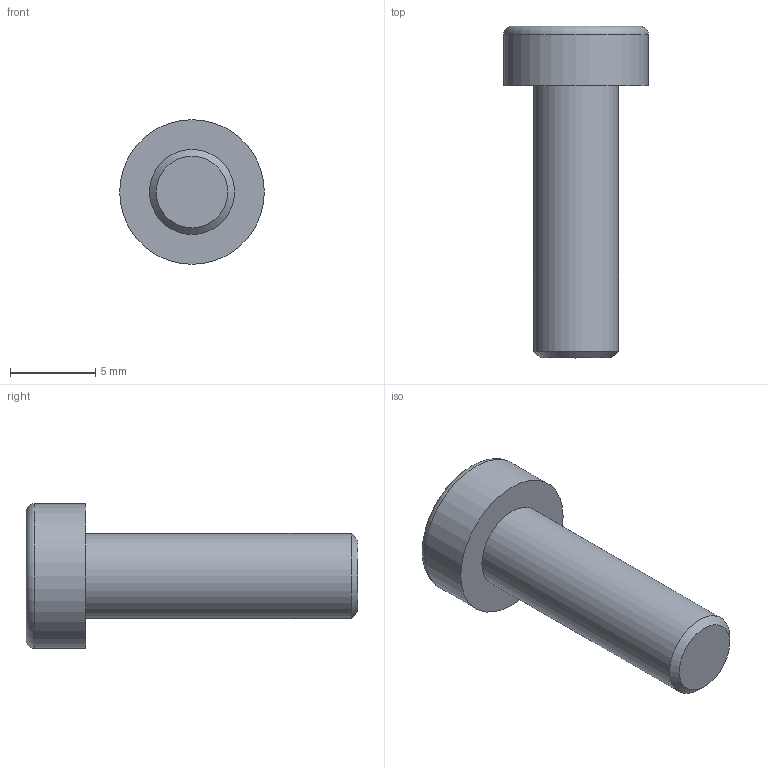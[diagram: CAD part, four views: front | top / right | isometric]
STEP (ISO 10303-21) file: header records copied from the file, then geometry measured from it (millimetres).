
FILE_DESCRIPTION (( 'STEP AP214' ), '1' );
FILE_NAME ('DIN 7984_M5x16.STEP', '2023-05-19T08:00:12', ( '' ), ( '' ), 'SwSTEP 2.0', 'SolidWorks 2020', '' );
FILE_SCHEMA (( 'AUTOMOTIVE_DESIGN' ));
Length unit declared in the file: millimetre
Products named in the file (1): DIN 7984_M5x16
Bounding box: 8.5 x 19.5 x 8.5 mm (x, y, z)
Volume: 486.7 mm3; surface area: 478.7 mm2
Topology: 1 solids, 1 shells, 20 faces, 35 edges, 19 vertices
Faces by surface type: plane 10, torus 7, cylinder 2, cone 1
Full cylindrical faces by diameter (mm): 5 x1, 8.5 x1
Entity records: 529 total; most frequent: CARTESIAN_POINT 127, DIRECTION 78, ORIENTED_EDGE 60, AXIS2_PLACEMENT_3D 33, EDGE_CURVE 30, EDGE_LOOP 26, FACE_OUTER_BOUND 23, ADVANCED_FACE 20
